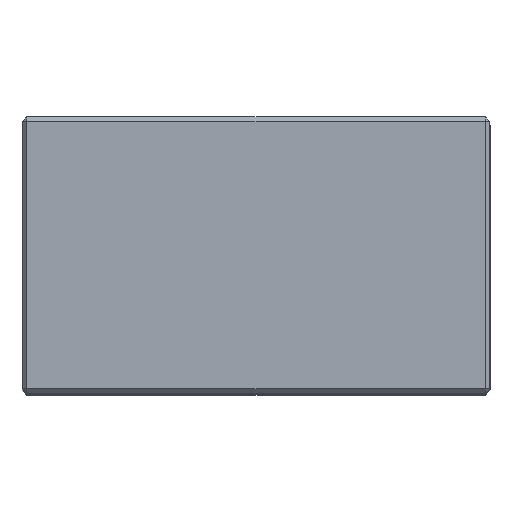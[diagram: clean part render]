
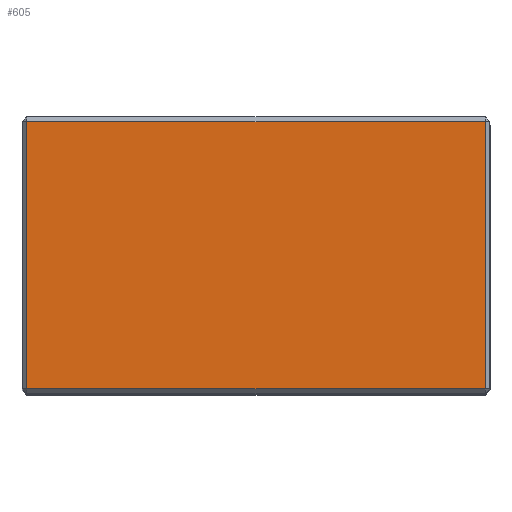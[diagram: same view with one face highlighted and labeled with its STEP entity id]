
A CAD part, top view. The second image highlights one B-rep face of the part: STEP entity #605.
In plain terms, the highlighted face is planar.
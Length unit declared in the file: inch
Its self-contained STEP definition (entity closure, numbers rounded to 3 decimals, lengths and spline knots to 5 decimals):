
#605 = ADVANCED_FACE ( 'NONE', ( #10632 ), #11644, .F. ) ;
#641 = DIRECTION ( 'NONE',  ( 0., 1., 0. ) ) ;
#653 = DIRECTION ( 'NONE',  ( 0., 0., -1. ) ) ;
#720 = VERTEX_POINT ( 'NONE', #5179 ) ;
#1513 = CARTESIAN_POINT ( 'NONE',  ( -0.31496, 0.57, 0.49 ) ) ;
#1979 = VECTOR ( 'NONE', #11756, 39.37008 ) ;
#2035 = ORIENTED_EDGE ( 'NONE', *, *, #6883, .T. ) ;
#2410 = CARTESIAN_POINT ( 'NONE',  ( -0.31496, 0., 0.49 ) ) ;
#3743 = ORIENTED_EDGE ( 'NONE', *, *, #8224, .T. ) ;
#4020 = VECTOR ( 'NONE', #4401, 39.37008 ) ;
#4317 = VERTEX_POINT ( 'NONE', #11873 ) ;
#4401 = DIRECTION ( 'NONE',  ( 0., 0., 1. ) ) ;
#5079 = DIRECTION ( 'NONE',  ( 0., -1., 0. ) ) ;
#5179 = CARTESIAN_POINT ( 'NONE',  ( -0.31496, 0.57, -0.48 ) ) ;
#5288 = CARTESIAN_POINT ( 'NONE',  ( -0.31496, 0., 0.48 ) ) ;
#5384 = EDGE_LOOP ( 'NONE', ( #3743, #6130, #7772, #2035 ) ) ;
#6130 = ORIENTED_EDGE ( 'NONE', *, *, #7230, .T. ) ;
#6216 = EDGE_CURVE ( 'NONE', #720, #4317, #7513, .T. ) ;
#6862 = VERTEX_POINT ( 'NONE', #8083 ) ;
#6883 = EDGE_CURVE ( 'NONE', #4317, #8824, #8968, .T. ) ;
#7175 = DIRECTION ( 'NONE',  ( 1., 0., 0. ) ) ;
#7230 = EDGE_CURVE ( 'NONE', #6862, #720, #8806, .T. ) ;
#7513 = LINE ( 'NONE', #8731, #7804 ) ;
#7772 = ORIENTED_EDGE ( 'NONE', *, *, #6216, .T. ) ;
#7804 = VECTOR ( 'NONE', #5079, 39.37008 ) ;
#8076 = AXIS2_PLACEMENT_3D ( 'NONE', #2410, #7175, #653 ) ;
#8083 = CARTESIAN_POINT ( 'NONE',  ( -0.31496, 0.57, 0.48 ) ) ;
#8224 = EDGE_CURVE ( 'NONE', #8824, #6862, #10720, .T. ) ;
#8731 = CARTESIAN_POINT ( 'NONE',  ( -0.31496, 0., -0.48 ) ) ;
#8806 = LINE ( 'NONE', #1513, #1979 ) ;
#8824 = VERTEX_POINT ( 'NONE', #9535 ) ;
#8968 = LINE ( 'NONE', #9235, #4020 ) ;
#9235 = CARTESIAN_POINT ( 'NONE',  ( -0.31496, 0.01, 0.49 ) ) ;
#9535 = CARTESIAN_POINT ( 'NONE',  ( -0.31496, 0.01, 0.48 ) ) ;
#10632 = FACE_OUTER_BOUND ( 'NONE', #5384, .T. ) ;
#10720 = LINE ( 'NONE', #5288, #11007 ) ;
#11007 = VECTOR ( 'NONE', #641, 39.37008 ) ;
#11644 = PLANE ( 'NONE',  #8076 ) ;
#11756 = DIRECTION ( 'NONE',  ( 0., 0., -1. ) ) ;
#11873 = CARTESIAN_POINT ( 'NONE',  ( -0.31496, 0.01, -0.48 ) ) ;
